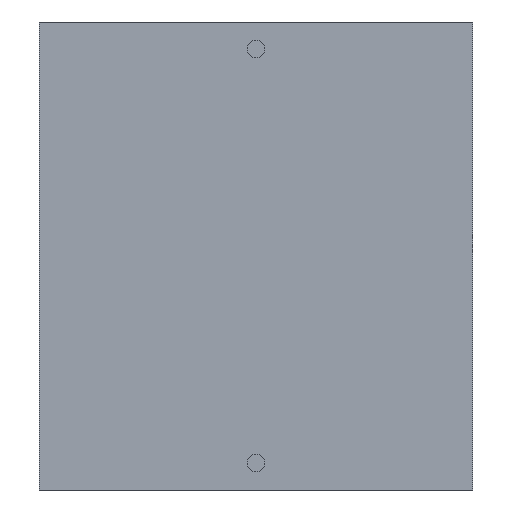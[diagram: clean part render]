
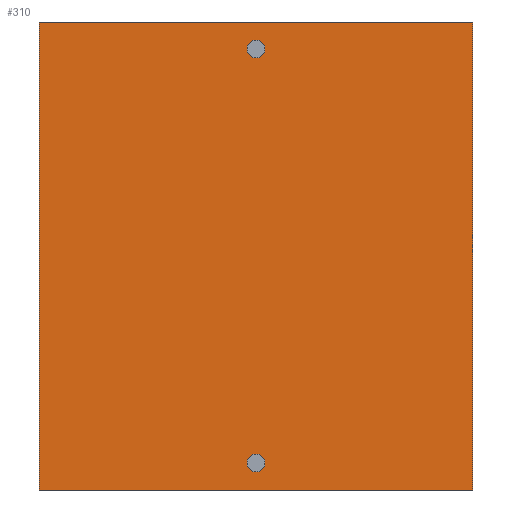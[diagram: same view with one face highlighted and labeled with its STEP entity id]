
A CAD part, front view. The second image highlights one B-rep face of the part: STEP entity #310.
In plain terms, the highlighted planar face has unit normal (0, -1, 0).
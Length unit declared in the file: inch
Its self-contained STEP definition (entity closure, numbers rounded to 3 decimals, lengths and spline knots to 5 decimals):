
#36 = CARTESIAN_POINT ( 'NONE',  ( 0., 0., 1.1215 ) ) ;
#41 = CARTESIAN_POINT ( 'NONE',  ( 1.125, 0., 1.215 ) ) ;
#42 = CARTESIAN_POINT ( 'NONE',  ( 0., 0., -1.0285 ) ) ;
#43 = CARTESIAN_POINT ( 'NONE',  ( 0., 0., 1.0285 ) ) ;
#45 = CARTESIAN_POINT ( 'NONE',  ( 1.125, 0., -1.215 ) ) ;
#47 = CARTESIAN_POINT ( 'NONE',  ( -1.125, 0., -1.215 ) ) ;
#50 = CARTESIAN_POINT ( 'NONE',  ( 0., 0., -1.1215 ) ) ;
#79 = CIRCLE ( 'NONE', #325, 0.0465 ) ;
#81 = CIRCLE ( 'NONE', #326, 0.0465 ) ;
#85 = CIRCLE ( 'NONE', #332, 0.0465 ) ;
#88 = VECTOR ( 'NONE', #142, 39.37008 ) ;
#91 = VECTOR ( 'NONE', #141, 39.37008 ) ;
#92 = LINE ( 'NONE', #137, #88 ) ;
#94 = LINE ( 'NONE', #143, #91 ) ;
#102 = VECTOR ( 'NONE', #157, 39.37008 ) ;
#103 = LINE ( 'NONE', #188, #102 ) ;
#137 = CARTESIAN_POINT ( 'NONE',  ( -1.125, 0., 1.215 ) ) ;
#141 = DIRECTION ( 'NONE',  ( 1., 0., 0. ) ) ;
#142 = DIRECTION ( 'NONE',  ( 0., 0., 1. ) ) ;
#143 = CARTESIAN_POINT ( 'NONE',  ( -1.125, 0., 1.215 ) ) ;
#157 = DIRECTION ( 'NONE',  ( 0., 0., -1. ) ) ;
#167 = DIRECTION ( 'NONE',  ( 0., 0., -1. ) ) ;
#168 = DIRECTION ( 'NONE',  ( 0., -1., 0. ) ) ;
#170 = CARTESIAN_POINT ( 'NONE',  ( 0., 0., -1.075 ) ) ;
#177 = DIRECTION ( 'NONE',  ( -1., 0., 0. ) ) ;
#179 = CARTESIAN_POINT ( 'NONE',  ( -1.125, 0., -1.215 ) ) ;
#186 = DIRECTION ( 'NONE',  ( 0., 0., -1. ) ) ;
#188 = CARTESIAN_POINT ( 'NONE',  ( 1.125, 0., 1.215 ) ) ;
#189 = PLANE ( 'NONE',  #337 ) ;
#190 = CARTESIAN_POINT ( 'NONE',  ( 0., 0., 0. ) ) ;
#196 = CARTESIAN_POINT ( 'NONE',  ( -1.125, 0., 1.215 ) ) ;
#202 = DIRECTION ( 'NONE',  ( 0., -1., 0. ) ) ;
#243 = DIRECTION ( 'NONE',  ( 0., 0., -1. ) ) ;
#244 = DIRECTION ( 'NONE',  ( 0., -1., 0. ) ) ;
#245 = CARTESIAN_POINT ( 'NONE',  ( 0., 0., 1.075 ) ) ;
#247 = DIRECTION ( 'NONE',  ( 0., 0., -1. ) ) ;
#248 = DIRECTION ( 'NONE',  ( 0., -1., 0. ) ) ;
#249 = CARTESIAN_POINT ( 'NONE',  ( 0., 0., 1.075 ) ) ;
#261 = DIRECTION ( 'NONE',  ( 0., 0., -1. ) ) ;
#262 = DIRECTION ( 'NONE',  ( 0., -1., 0. ) ) ;
#263 = CARTESIAN_POINT ( 'NONE',  ( 0., 0., -1.075 ) ) ;
#264 = EDGE_LOOP ( 'NONE', ( #400, #380, #449, #416 ) ) ;
#278 = VERTEX_POINT ( 'NONE', #196 ) ;
#310 = ADVANCED_FACE ( 'NONE', ( #456, #454, #461 ), #189, .T. ) ;
#311 = EDGE_CURVE ( 'NONE', #457, #463, #418, .T. ) ;
#312 = EDGE_CURVE ( 'NONE', #378, #464, #411, .T. ) ;
#316 = EDGE_CURVE ( 'NONE', #451, #457, #103, .T. ) ;
#325 = AXIS2_PLACEMENT_3D ( 'NONE', #245, #244, #243 ) ;
#326 = AXIS2_PLACEMENT_3D ( 'NONE', #249, #248, #247 ) ;
#332 = AXIS2_PLACEMENT_3D ( 'NONE', #263, #262, #261 ) ;
#335 = EDGE_CURVE ( 'NONE', #278, #451, #94, .T. ) ;
#337 = AXIS2_PLACEMENT_3D ( 'NONE', #190, #202, #186 ) ;
#340 = EDGE_CURVE ( 'NONE', #463, #278, #92, .T. ) ;
#342 = AXIS2_PLACEMENT_3D ( 'NONE', #170, #168, #167 ) ;
#344 = EDGE_CURVE ( 'NONE', #464, #378, #85, .T. ) ;
#349 = EDGE_CURVE ( 'NONE', #470, #462, #81, .T. ) ;
#351 = EDGE_CURVE ( 'NONE', #462, #470, #79, .T. ) ;
#378 = VERTEX_POINT ( 'NONE', #50 ) ;
#380 = ORIENTED_EDGE ( 'NONE', *, *, #335, .F. ) ;
#382 = EDGE_LOOP ( 'NONE', ( #404, #439 ) ) ;
#400 = ORIENTED_EDGE ( 'NONE', *, *, #316, .F. ) ;
#404 = ORIENTED_EDGE ( 'NONE', *, *, #312, .F. ) ;
#409 = ORIENTED_EDGE ( 'NONE', *, *, #349, .F. ) ;
#411 = CIRCLE ( 'NONE', #342, 0.0465 ) ;
#416 = ORIENTED_EDGE ( 'NONE', *, *, #311, .F. ) ;
#418 = LINE ( 'NONE', #179, #438 ) ;
#437 = ORIENTED_EDGE ( 'NONE', *, *, #351, .F. ) ;
#438 = VECTOR ( 'NONE', #177, 39.37008 ) ;
#439 = ORIENTED_EDGE ( 'NONE', *, *, #344, .F. ) ;
#449 = ORIENTED_EDGE ( 'NONE', *, *, #340, .F. ) ;
#451 = VERTEX_POINT ( 'NONE', #41 ) ;
#454 = FACE_BOUND ( 'NONE', #455, .T. ) ;
#455 = EDGE_LOOP ( 'NONE', ( #437, #409 ) ) ;
#456 = FACE_BOUND ( 'NONE', #382, .T. ) ;
#457 = VERTEX_POINT ( 'NONE', #45 ) ;
#461 = FACE_OUTER_BOUND ( 'NONE', #264, .T. ) ;
#462 = VERTEX_POINT ( 'NONE', #43 ) ;
#463 = VERTEX_POINT ( 'NONE', #47 ) ;
#464 = VERTEX_POINT ( 'NONE', #42 ) ;
#470 = VERTEX_POINT ( 'NONE', #36 ) ;
